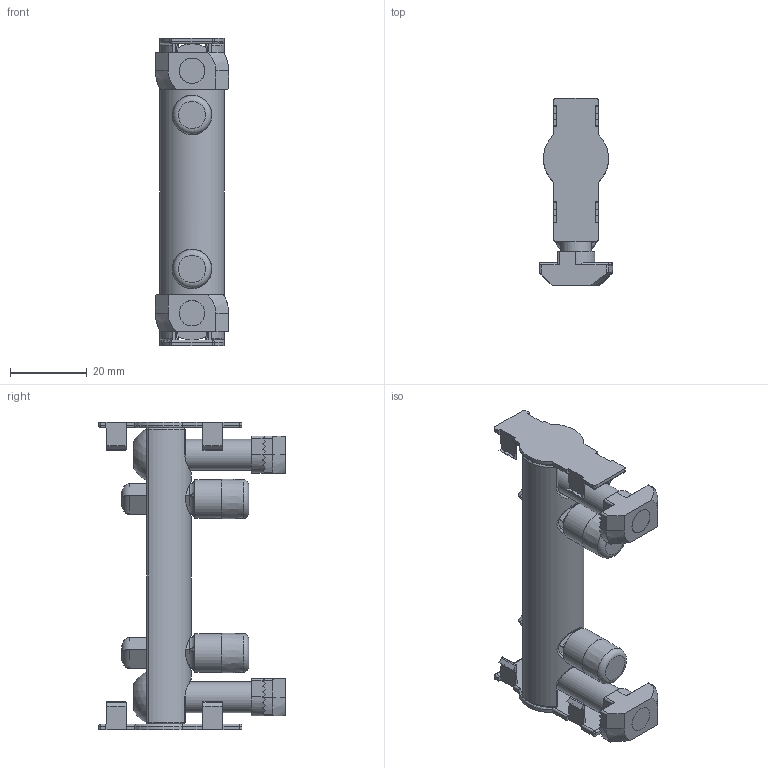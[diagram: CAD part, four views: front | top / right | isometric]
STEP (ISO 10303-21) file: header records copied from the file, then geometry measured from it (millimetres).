
FILE_DESCRIPTION (( 'STEP AP214' ), '1' );
FILE_NAME ('099c801.STEP', '2015-04-09T08:49:28', ( 'Admin' ), ( 'Hewlett-Packard Company' ), 'SwSTEP 2.0', 'SolidWorks 2014', '' );
FILE_SCHEMA (( 'AUTOMOTIVE_DESIGN' ));
Length unit declared in the file: millimetre
Products named in the file (6): 096h10830_096h10830; 4iso7380m0835m_4 ISO 7380 M8 35 m S01; 099CA17_099CA17 u_TAB; kt20002002_kt 20002 002; 099c401r01_099 c 801 r01; 099c801
Assembly tree (9 placements, depth 2):
  099c801
    099c401r01_099 c 801 r01
    kt20002002_kt 20002 002  x2
    099CA17_099CA17 u_TAB  x2
    4iso7380m0835m_4 ISO 7380 M8 35 m S01  x2
    096h10830_096h10830  x2
Bounding box: 19 x 48.5 x 79.8 mm (x, y, z)
Volume: 20063 mm3; surface area: 13371.2 mm2
Topology: 9 solids, 9 shells, 618 faces, 1569 edges, 947 vertices
Faces by surface type: plane 317, cylinder 193, bspline 40, sphere 38, torus 18, cone 12
Full cylindrical faces by diameter (mm): 6.6 x2, 8 x2, 8.1 x2, 10.1 x2, 14 x2
Entity records: 11865 total; most frequent: CARTESIAN_POINT 3812, ORIENTED_EDGE 1670, DIRECTION 1578, EDGE_CURVE 835, AXIS2_PLACEMENT_3D 545, VERTEX_POINT 515, LINE 488, VECTOR 488
